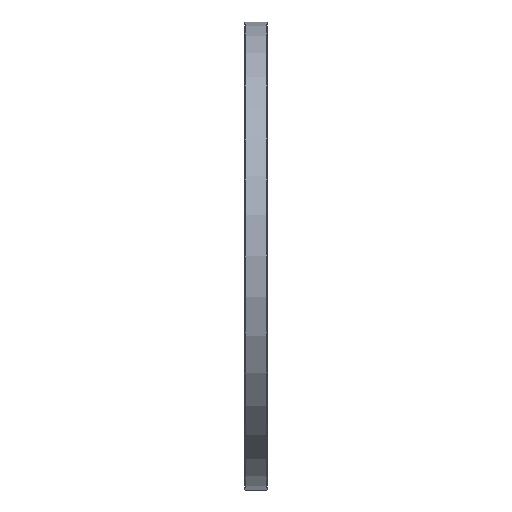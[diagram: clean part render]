
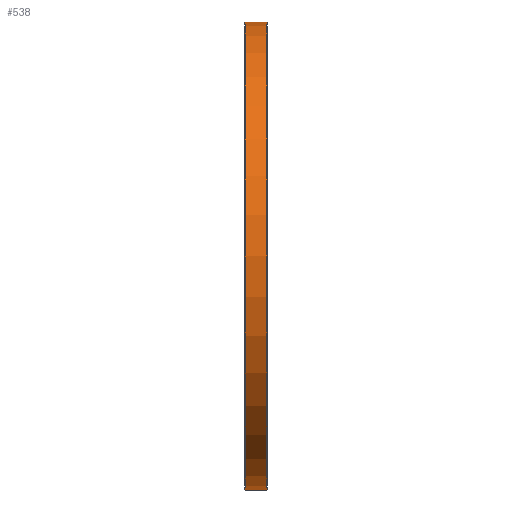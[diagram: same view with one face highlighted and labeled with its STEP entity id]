
A CAD part, left-side view. The second image highlights one B-rep face of the part: STEP entity #538.
In plain terms, the highlighted cylindrical face has radius 167.5 mm (diameter 335 mm), a partial arc.
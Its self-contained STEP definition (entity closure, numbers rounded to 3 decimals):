
#51 = VERTEX_POINT ( 'NONE', #945 ) ;
#58 = CIRCLE ( 'NONE', #2408, 167.5 ) ;
#91 = EDGE_CURVE ( 'NONE', #1984, #188, #1975, .T. ) ;
#93 = DIRECTION ( 'NONE',  ( 0., -1., 0. ) ) ;
#111 = EDGE_CURVE ( 'NONE', #188, #51, #58, .T. ) ;
#188 = VERTEX_POINT ( 'NONE', #647 ) ;
#198 = ORIENTED_EDGE ( 'NONE', *, *, #1500, .F. ) ;
#330 = VECTOR ( 'NONE', #1860, 1000. ) ;
#340 = CARTESIAN_POINT ( 'NONE',  ( 0., 16., -167.5 ) ) ;
#377 = ORIENTED_EDGE ( 'NONE', *, *, #91, .T. ) ;
#423 = VECTOR ( 'NONE', #2427, 1000. ) ;
#538 = ADVANCED_FACE ( 'NONE', ( #1723 ), #2200, .T. ) ;
#630 = DIRECTION ( 'NONE',  ( 0., 1., 0. ) ) ;
#647 = CARTESIAN_POINT ( 'NONE',  ( 0., 0.4, -167.5 ) ) ;
#804 = ORIENTED_EDGE ( 'NONE', *, *, #2437, .T. ) ;
#870 = CARTESIAN_POINT ( 'NONE',  ( 0., 16., 167.5 ) ) ;
#891 = AXIS2_PLACEMENT_3D ( 'NONE', #2133, #928, #2337 ) ;
#928 = DIRECTION ( 'NONE',  ( 0., -1., 0. ) ) ;
#945 = CARTESIAN_POINT ( 'NONE',  ( 0., 0.4, 167.5 ) ) ;
#990 = CIRCLE ( 'NONE', #891, 167.5 ) ;
#1181 = CARTESIAN_POINT ( 'NONE',  ( 0., 15.6, 167.5 ) ) ;
#1500 = EDGE_CURVE ( 'NONE', #1848, #51, #2001, .T. ) ;
#1533 = ORIENTED_EDGE ( 'NONE', *, *, #111, .T. ) ;
#1567 = CARTESIAN_POINT ( 'NONE',  ( 0., 16., 0. ) ) ;
#1723 = FACE_OUTER_BOUND ( 'NONE', #2352, .T. ) ;
#1749 = DIRECTION ( 'NONE',  ( 0., 0., -1. ) ) ;
#1828 = CARTESIAN_POINT ( 'NONE',  ( 0., 0.4, 0. ) ) ;
#1848 = VERTEX_POINT ( 'NONE', #1181 ) ;
#1860 = DIRECTION ( 'NONE',  ( 0., -1., 0. ) ) ;
#1975 = LINE ( 'NONE', #340, #423 ) ;
#1984 = VERTEX_POINT ( 'NONE', #2629 ) ;
#2001 = LINE ( 'NONE', #870, #330 ) ;
#2041 = DIRECTION ( 'NONE',  ( 0., 0., 1. ) ) ;
#2133 = CARTESIAN_POINT ( 'NONE',  ( 0., 15.6, 0. ) ) ;
#2179 = AXIS2_PLACEMENT_3D ( 'NONE', #1567, #93, #1749 ) ;
#2200 = CYLINDRICAL_SURFACE ( 'NONE', #2179, 167.5 ) ;
#2337 = DIRECTION ( 'NONE',  ( 0., 0., 1. ) ) ;
#2352 = EDGE_LOOP ( 'NONE', ( #198, #804, #377, #1533 ) ) ;
#2408 = AXIS2_PLACEMENT_3D ( 'NONE', #1828, #630, #2041 ) ;
#2427 = DIRECTION ( 'NONE',  ( 0., -1., 0. ) ) ;
#2437 = EDGE_CURVE ( 'NONE', #1848, #1984, #990, .T. ) ;
#2629 = CARTESIAN_POINT ( 'NONE',  ( 0., 15.6, -167.5 ) ) ;
